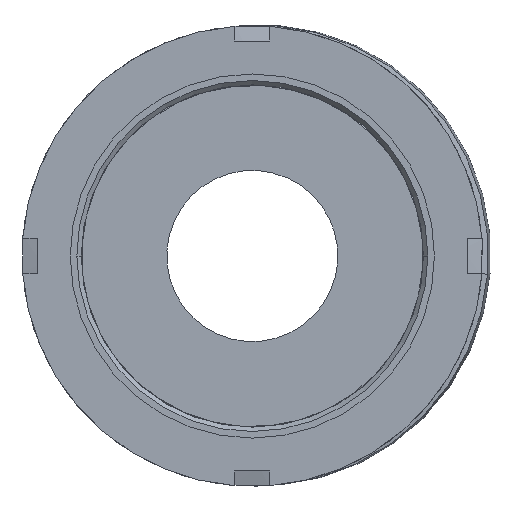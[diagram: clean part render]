
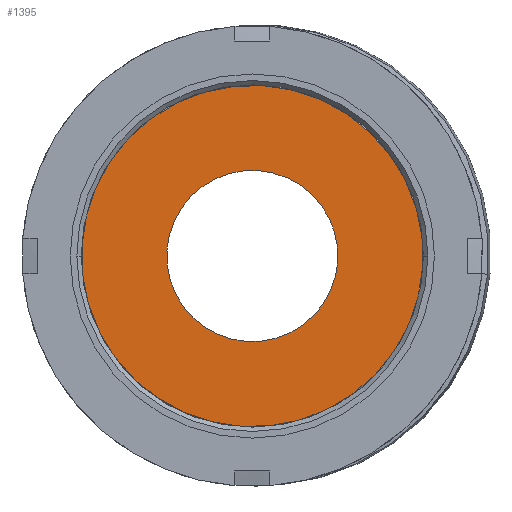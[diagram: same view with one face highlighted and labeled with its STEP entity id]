
A CAD part, front view. The second image highlights one B-rep face of the part: STEP entity #1395.
In plain terms, the highlighted planar face has unit normal (0, -1, 0).
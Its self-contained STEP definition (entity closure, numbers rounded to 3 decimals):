
#46 = DIRECTION ( 'NONE',  ( 0., 1., 0. ) ) ;
#183 = PLANE ( 'NONE',  #1032 ) ;
#533 = EDGE_CURVE ( 'NONE', #3482, #3548, #857, .T. ) ;
#653 = CARTESIAN_POINT ( 'NONE',  ( 0., 26.868, 0. ) ) ;
#857 = CIRCLE ( 'NONE', #1362, 38.9 ) ;
#896 = DIRECTION ( 'NONE',  ( -1., 0., 0. ) ) ;
#915 = EDGE_LOOP ( 'NONE', ( #2349, #1106 ) ) ;
#970 = CIRCLE ( 'NONE', #2776, 38.9 ) ;
#1032 = AXIS2_PLACEMENT_3D ( 'NONE', #1210, #3829, #896 ) ;
#1106 = ORIENTED_EDGE ( 'NONE', *, *, #1618, .T. ) ;
#1210 = CARTESIAN_POINT ( 'NONE',  ( 19.5, 26.868, 0. ) ) ;
#1362 = AXIS2_PLACEMENT_3D ( 'NONE', #3627, #1624, #3294 ) ;
#1378 = CARTESIAN_POINT ( 'NONE',  ( 0., 26.868, 0. ) ) ;
#1395 = ADVANCED_FACE ( 'NONE', ( #2538, #1651 ), #183, .F. ) ;
#1435 = CIRCLE ( 'NONE', #3189, 19.5 ) ;
#1513 = VERTEX_POINT ( 'NONE', #2276 ) ;
#1577 = ORIENTED_EDGE ( 'NONE', *, *, #533, .F. ) ;
#1618 = EDGE_CURVE ( 'NONE', #1513, #2445, #3509, .T. ) ;
#1624 = DIRECTION ( 'NONE',  ( 0., 1., 0. ) ) ;
#1651 = FACE_BOUND ( 'NONE', #915, .T. ) ;
#1727 = CARTESIAN_POINT ( 'NONE',  ( 0., 26.868, 0. ) ) ;
#1959 = CARTESIAN_POINT ( 'NONE',  ( 38.9, 26.868, 0. ) ) ;
#1960 = DIRECTION ( 'NONE',  ( -1., 0., 0. ) ) ;
#1992 = AXIS2_PLACEMENT_3D ( 'NONE', #653, #46, #1960 ) ;
#2276 = CARTESIAN_POINT ( 'NONE',  ( 19.5, 26.868, 0. ) ) ;
#2349 = ORIENTED_EDGE ( 'NONE', *, *, #4164, .T. ) ;
#2445 = VERTEX_POINT ( 'NONE', #2600 ) ;
#2538 = FACE_OUTER_BOUND ( 'NONE', #2616, .T. ) ;
#2592 = CARTESIAN_POINT ( 'NONE',  ( -38.9, 26.868, 0. ) ) ;
#2600 = CARTESIAN_POINT ( 'NONE',  ( -19.5, 26.868, 0. ) ) ;
#2616 = EDGE_LOOP ( 'NONE', ( #1577, #4152 ) ) ;
#2776 = AXIS2_PLACEMENT_3D ( 'NONE', #1727, #3051, #3337 ) ;
#3051 = DIRECTION ( 'NONE',  ( 0., 1., 0. ) ) ;
#3189 = AXIS2_PLACEMENT_3D ( 'NONE', #1378, #3368, #3719 ) ;
#3294 = DIRECTION ( 'NONE',  ( -1., 0., 0. ) ) ;
#3337 = DIRECTION ( 'NONE',  ( -1., 0., 0. ) ) ;
#3368 = DIRECTION ( 'NONE',  ( 0., 1., 0. ) ) ;
#3482 = VERTEX_POINT ( 'NONE', #2592 ) ;
#3509 = CIRCLE ( 'NONE', #1992, 19.5 ) ;
#3548 = VERTEX_POINT ( 'NONE', #1959 ) ;
#3627 = CARTESIAN_POINT ( 'NONE',  ( 0., 26.868, 0. ) ) ;
#3719 = DIRECTION ( 'NONE',  ( -1., 0., 0. ) ) ;
#3730 = EDGE_CURVE ( 'NONE', #3548, #3482, #970, .T. ) ;
#3829 = DIRECTION ( 'NONE',  ( 0., 1., 0. ) ) ;
#4152 = ORIENTED_EDGE ( 'NONE', *, *, #3730, .F. ) ;
#4164 = EDGE_CURVE ( 'NONE', #2445, #1513, #1435, .T. ) ;
